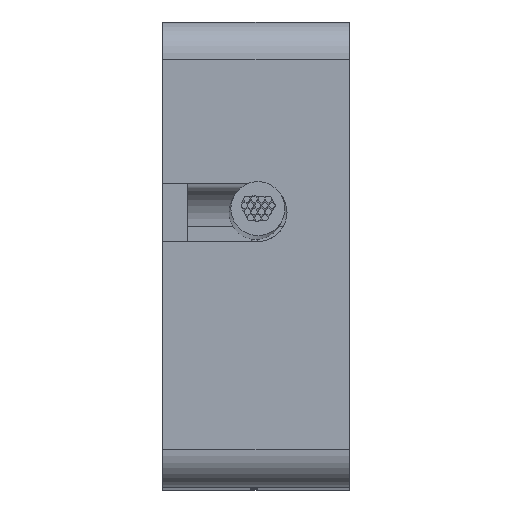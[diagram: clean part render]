
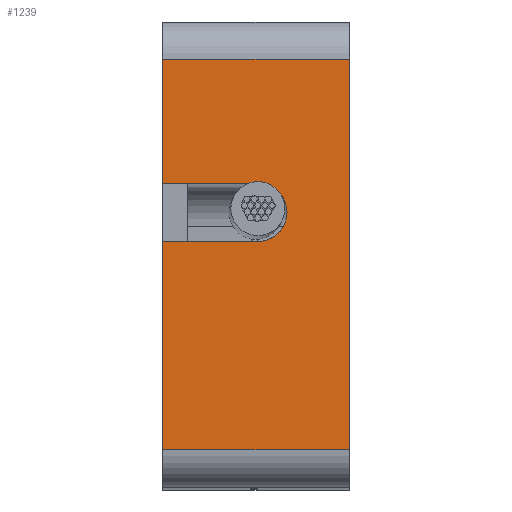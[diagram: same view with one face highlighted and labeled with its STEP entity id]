
A CAD part, top view. The second image highlights one B-rep face of the part: STEP entity #1239.
In plain terms, the highlighted planar face has unit normal (0, 0, 1).
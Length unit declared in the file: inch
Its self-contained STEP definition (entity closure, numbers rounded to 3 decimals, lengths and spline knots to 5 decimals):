
#6=DIRECTION('',(0.,-1.,0.));
#7=VECTOR('',#6,0.63);
#8=CARTESIAN_POINT('',(-0.15,0.315,1.375));
#9=LINE('',#8,#7);
#241=CARTESIAN_POINT('',(-0.003,-0.068,1.375));
#242=DIRECTION('',(0.,0.,1.));
#243=DIRECTION('',(0.,1.,0.));
#244=AXIS2_PLACEMENT_3D('',#241,#242,#243);
#246=DIRECTION('',(-1.,0.,0.));
#247=VECTOR('',#246,0.153);
#248=CARTESIAN_POINT('',(0.15,-0.115,1.375));
#249=LINE('',#248,#247);
#250=DIRECTION('',(-1.,0.,0.));
#251=VECTOR('',#250,0.3);
#252=CARTESIAN_POINT('',(0.15,-0.315,1.375));
#253=LINE('',#252,#251);
#254=DIRECTION('',(-1.,0.,0.));
#255=VECTOR('',#254,0.3);
#256=CARTESIAN_POINT('',(0.15,0.315,1.375));
#257=LINE('',#256,#255);
#258=DIRECTION('',(-1.,0.,0.));
#259=VECTOR('',#258,0.153);
#260=CARTESIAN_POINT('',(0.15,-0.021,1.375));
#261=LINE('',#260,#259);
#302=DIRECTION('',(0.,-1.,0.));
#303=VECTOR('',#302,0.336);
#304=CARTESIAN_POINT('',(0.15,0.315,1.375));
#305=LINE('',#304,#303);
#338=DIRECTION('',(0.,-1.,0.));
#339=VECTOR('',#338,0.2);
#340=CARTESIAN_POINT('',(0.15,-0.115,1.375));
#341=LINE('',#340,#339);
#796=CARTESIAN_POINT('',(-0.15,0.315,1.375));
#798=VERTEX_POINT('',#796);
#802=CARTESIAN_POINT('',(0.15,0.315,1.375));
#803=VERTEX_POINT('',#802);
#805=CARTESIAN_POINT('',(-0.15,-0.315,1.375));
#807=VERTEX_POINT('',#805);
#808=CARTESIAN_POINT('',(0.15,-0.315,1.375));
#809=VERTEX_POINT('',#808);
#972=CARTESIAN_POINT('',(0.15,-0.021,1.375));
#974=VERTEX_POINT('',#972);
#976=CARTESIAN_POINT('',(-0.003,-0.021,1.375));
#977=CARTESIAN_POINT('',(-0.003,-0.115,1.375));
#978=VERTEX_POINT('',#976);
#979=VERTEX_POINT('',#977);
#980=CARTESIAN_POINT('',(0.15,-0.115,1.375));
#981=VERTEX_POINT('',#980);
#1219=CARTESIAN_POINT('',(-0.15,0.375,1.375));
#1220=DIRECTION('',(0.,0.,1.));
#1221=DIRECTION('',(0.,-1.,0.));
#1222=AXIS2_PLACEMENT_3D('',#1219,#1220,#1221);
#1223=PLANE('',#1222);
#1225=ORIENTED_EDGE('',*,*,#1224,.T.);
#1227=ORIENTED_EDGE('',*,*,#1226,.F.);
#1229=ORIENTED_EDGE('',*,*,#1228,.T.);
#1230=ORIENTED_EDGE('',*,*,#1211,.T.);
#1231=ORIENTED_EDGE('',*,*,#995,.F.);
#1232=ORIENTED_EDGE('',*,*,#1034,.F.);
#1234=ORIENTED_EDGE('',*,*,#1233,.T.);
#1236=ORIENTED_EDGE('',*,*,#1235,.T.);
#1237=EDGE_LOOP('',(#1225,#1227,#1229,#1230,#1231,#1232,#1234,#1236));
#1238=FACE_OUTER_BOUND('',#1237,.F.);
#1239=ADVANCED_FACE('',(#1238),#1223,.T.);
#245=CIRCLE('',#244,0.047);
#995=EDGE_CURVE('',#798,#807,#9,.T.);
#1034=EDGE_CURVE('',#803,#798,#257,.T.);
#1211=EDGE_CURVE('',#809,#807,#253,.T.);
#1224=EDGE_CURVE('',#978,#979,#245,.T.);
#1226=EDGE_CURVE('',#981,#979,#249,.T.);
#1228=EDGE_CURVE('',#981,#809,#341,.T.);
#1233=EDGE_CURVE('',#803,#974,#305,.T.);
#1235=EDGE_CURVE('',#974,#978,#261,.T.);
